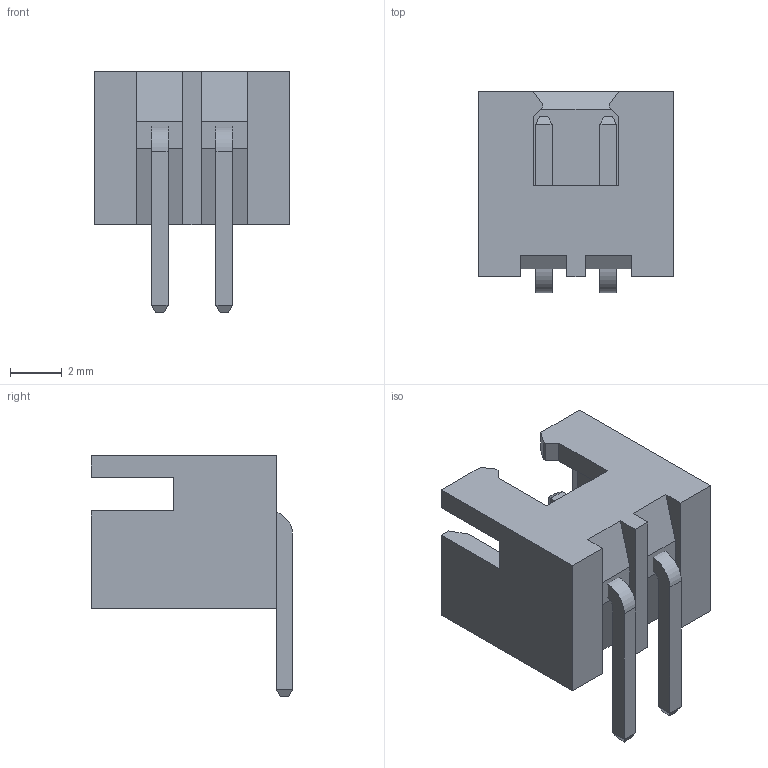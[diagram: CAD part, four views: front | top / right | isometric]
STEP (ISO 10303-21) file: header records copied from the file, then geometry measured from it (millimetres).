
FILE_DESCRIPTION(('STEP AP214'), '1');
FILE_NAME('DS1069-2MRW6XB', '2018-05-08T23:13:45', ('Nobody'), (''), 'ASCON STEP Converter 1.3', 'ASCON Math Kernel', '');
FILE_SCHEMA(('AUTOMOTIVE_DESIGN { 1 0 10303 214 3 1 1}'));
Length unit declared in the file: millimetre
Assembly tree (3 placements, depth 2):
  (unnamed)
    (unnamed)
    (unnamed)  x2
Bounding box: 7.6 x 7.82 x 9.35 mm (x, y, z)
Volume: 177.7 mm3; surface area: 436.4 mm2
Topology: 3 solids, 3 shells, 79 faces, 201 edges, 128 vertices
Faces by surface type: plane 75, cylinder 4
Entity records: 2504 total; most frequent: CARTESIAN_POINT 330, ORIENTED_EDGE 322, DIRECTION 295, EDGE_CURVE 161, LINE 157, VECTOR 157, VERTEX_POINT 104, AXIS2_PLACEMENT_3D 69
